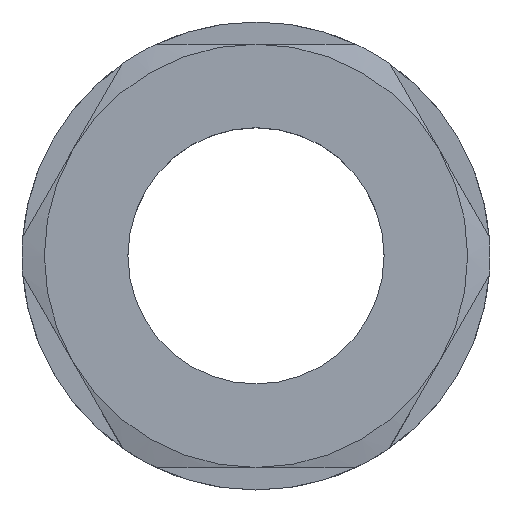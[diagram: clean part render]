
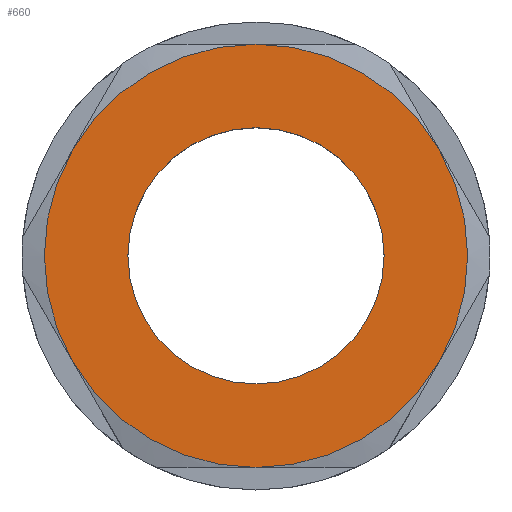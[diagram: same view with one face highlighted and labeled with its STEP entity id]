
A CAD part, top view. The second image highlights one B-rep face of the part: STEP entity #660.
In plain terms, the highlighted planar face has unit normal (0, 0, 1).
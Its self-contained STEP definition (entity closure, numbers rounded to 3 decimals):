
#15 = DIRECTION ( 'NONE',  ( 0., 0., 1. ) ) ;
#27 = EDGE_CURVE ( 'NONE', #526, #1015, #101, .T. ) ;
#29 = AXIS2_PLACEMENT_3D ( 'NONE', #235, #805, #322 ) ;
#42 = FACE_BOUND ( 'NONE', #1020, .T. ) ;
#56 = FACE_OUTER_BOUND ( 'NONE', #327, .T. ) ;
#63 = DIRECTION ( 'NONE',  ( 1., 0., 0. ) ) ;
#87 = CARTESIAN_POINT ( 'NONE',  ( 0., 0., 2.5 ) ) ;
#101 = CIRCLE ( 'NONE', #115, 9.5 ) ;
#104 = DIRECTION ( 'NONE',  ( 0., 1., 0. ) ) ;
#109 = PLANE ( 'NONE',  #110 ) ;
#110 = AXIS2_PLACEMENT_3D ( 'NONE', #352, #189, #750 ) ;
#113 = DIRECTION ( 'NONE',  ( 0., 0., -1. ) ) ;
#115 = AXIS2_PLACEMENT_3D ( 'NONE', #538, #814, #491 ) ;
#135 = CARTESIAN_POINT ( 'NONE',  ( 0., 0., 2.5 ) ) ;
#149 = VERTEX_POINT ( 'NONE', #791 ) ;
#150 = VERTEX_POINT ( 'NONE', #657 ) ;
#165 = CARTESIAN_POINT ( 'NONE',  ( 0., 9.5, 2.5 ) ) ;
#166 = DIRECTION ( 'NONE',  ( 0., 1., 0. ) ) ;
#189 = DIRECTION ( 'NONE',  ( 0., 0., 1. ) ) ;
#235 = CARTESIAN_POINT ( 'NONE',  ( 0., 0., 2.5 ) ) ;
#236 = ORIENTED_EDGE ( 'NONE', *, *, #618, .F. ) ;
#241 = EDGE_CURVE ( 'NONE', #575, #526, #248, .T. ) ;
#248 = CIRCLE ( 'NONE', #928, 9.5 ) ;
#251 = CARTESIAN_POINT ( 'NONE',  ( 8.227, -4.75, 2.5 ) ) ;
#252 = AXIS2_PLACEMENT_3D ( 'NONE', #135, #113, #104 ) ;
#297 = ORIENTED_EDGE ( 'NONE', *, *, #921, .F. ) ;
#303 = ORIENTED_EDGE ( 'NONE', *, *, #241, .F. ) ;
#322 = DIRECTION ( 'NONE',  ( 0., 1., 0. ) ) ;
#327 = EDGE_LOOP ( 'NONE', ( #869, #635, #297, #1006, #303, #972 ) ) ;
#338 = EDGE_CURVE ( 'NONE', #150, #1044, #779, .T. ) ;
#339 = CARTESIAN_POINT ( 'NONE',  ( -5.75, 0., 2.5 ) ) ;
#352 = CARTESIAN_POINT ( 'NONE',  ( 0., 0., 2.5 ) ) ;
#410 = EDGE_CURVE ( 'NONE', #149, #575, #565, .T. ) ;
#464 = CIRCLE ( 'NONE', #637, 5.75 ) ;
#467 = CIRCLE ( 'NONE', #29, 9.5 ) ;
#491 = DIRECTION ( 'NONE',  ( 0., 1., 0. ) ) ;
#506 = CARTESIAN_POINT ( 'NONE',  ( 0., 0., 2.5 ) ) ;
#522 = EDGE_CURVE ( 'NONE', #1044, #149, #676, .T. ) ;
#526 = VERTEX_POINT ( 'NONE', #906 ) ;
#538 = CARTESIAN_POINT ( 'NONE',  ( 0., 0., 2.5 ) ) ;
#545 = DIRECTION ( 'NONE',  ( 0., 0., 1. ) ) ;
#556 = AXIS2_PLACEMENT_3D ( 'NONE', #87, #641, #166 ) ;
#565 = CIRCLE ( 'NONE', #800, 9.5 ) ;
#575 = VERTEX_POINT ( 'NONE', #251 ) ;
#578 = VERTEX_POINT ( 'NONE', #339 ) ;
#586 = DIRECTION ( 'NONE',  ( 1., 0., 0. ) ) ;
#618 = EDGE_CURVE ( 'NONE', #717, #578, #684, .T. ) ;
#619 = DIRECTION ( 'NONE',  ( 0., 1., 0. ) ) ;
#635 = ORIENTED_EDGE ( 'NONE', *, *, #338, .F. ) ;
#637 = AXIS2_PLACEMENT_3D ( 'NONE', #1040, #545, #63 ) ;
#641 = DIRECTION ( 'NONE',  ( 0., 0., -1. ) ) ;
#654 = DIRECTION ( 'NONE',  ( 0., 0., -1. ) ) ;
#657 = CARTESIAN_POINT ( 'NONE',  ( -8.227, 4.75, 2.5 ) ) ;
#660 = ADVANCED_FACE ( 'NONE', ( #42, #56 ), #109, .T. ) ;
#665 = CARTESIAN_POINT ( 'NONE',  ( 0., 0., 2.5 ) ) ;
#668 = CARTESIAN_POINT ( 'NONE',  ( 5.75, 0., 2.5 ) ) ;
#676 = CIRCLE ( 'NONE', #556, 9.5 ) ;
#684 = CIRCLE ( 'NONE', #882, 5.75 ) ;
#717 = VERTEX_POINT ( 'NONE', #668 ) ;
#750 = DIRECTION ( 'NONE',  ( 1., 0., 0. ) ) ;
#779 = CIRCLE ( 'NONE', #252, 9.5 ) ;
#791 = CARTESIAN_POINT ( 'NONE',  ( 8.227, 4.75, 2.5 ) ) ;
#796 = DIRECTION ( 'NONE',  ( 0., 1., 0. ) ) ;
#800 = AXIS2_PLACEMENT_3D ( 'NONE', #862, #853, #796 ) ;
#805 = DIRECTION ( 'NONE',  ( 0., 0., -1. ) ) ;
#813 = CARTESIAN_POINT ( 'NONE',  ( -8.227, -4.75, 2.5 ) ) ;
#814 = DIRECTION ( 'NONE',  ( 0., 0., -1. ) ) ;
#853 = DIRECTION ( 'NONE',  ( 0., 0., -1. ) ) ;
#856 = EDGE_CURVE ( 'NONE', #578, #717, #464, .T. ) ;
#862 = CARTESIAN_POINT ( 'NONE',  ( 0., 0., 2.5 ) ) ;
#869 = ORIENTED_EDGE ( 'NONE', *, *, #522, .F. ) ;
#882 = AXIS2_PLACEMENT_3D ( 'NONE', #506, #15, #586 ) ;
#900 = ORIENTED_EDGE ( 'NONE', *, *, #856, .F. ) ;
#906 = CARTESIAN_POINT ( 'NONE',  ( 0., -9.5, 2.5 ) ) ;
#921 = EDGE_CURVE ( 'NONE', #1015, #150, #467, .T. ) ;
#928 = AXIS2_PLACEMENT_3D ( 'NONE', #665, #654, #619 ) ;
#972 = ORIENTED_EDGE ( 'NONE', *, *, #410, .F. ) ;
#1006 = ORIENTED_EDGE ( 'NONE', *, *, #27, .F. ) ;
#1015 = VERTEX_POINT ( 'NONE', #813 ) ;
#1020 = EDGE_LOOP ( 'NONE', ( #236, #900 ) ) ;
#1040 = CARTESIAN_POINT ( 'NONE',  ( 0., 0., 2.5 ) ) ;
#1044 = VERTEX_POINT ( 'NONE', #165 ) ;
